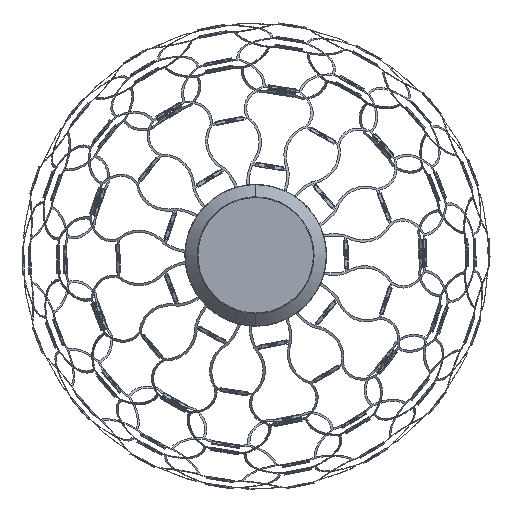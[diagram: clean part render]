
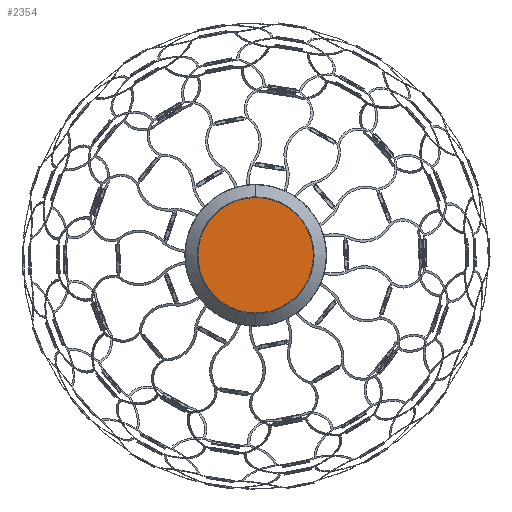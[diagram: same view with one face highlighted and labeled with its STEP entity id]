
A CAD part, top view. The second image highlights one B-rep face of the part: STEP entity #2354.
In plain terms, the highlighted planar face has unit normal (0, 0, 1).
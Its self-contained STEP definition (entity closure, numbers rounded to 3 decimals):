
#215=PLANE('',#27980);
#1808=(
BOUNDED_CURVE()
B_SPLINE_CURVE(2,(#38008,#38009,#38010,#38011,#38012),.UNSPECIFIED.,.F.,
 .F.)
B_SPLINE_CURVE_WITH_KNOTS((3,2,3),(0.,155.957,311.913),
 .UNSPECIFIED.)
CURVE()
GEOMETRIC_REPRESENTATION_ITEM()
RATIONAL_B_SPLINE_CURVE((1.,0.707,1.,0.707,1.))
REPRESENTATION_ITEM('')
);
#1809=(
BOUNDED_CURVE()
B_SPLINE_CURVE(2,(#38013,#38014,#38015,#38016,#38017),.UNSPECIFIED.,.F.,
 .F.)
B_SPLINE_CURVE_WITH_KNOTS((3,2,3),(0.,155.957,311.913),
 .UNSPECIFIED.)
CURVE()
GEOMETRIC_REPRESENTATION_ITEM()
RATIONAL_B_SPLINE_CURVE((1.,0.707,1.,0.707,1.))
REPRESENTATION_ITEM('')
);
#2354=ADVANCED_FACE('',(#3990),#215,.T.);
#3990=FACE_OUTER_BOUND('',#5626,.T.);
#5626=EDGE_LOOP('',(#8388,#8389));
#8388=ORIENTED_EDGE('',*,*,#15989,.F.);
#8389=ORIENTED_EDGE('',*,*,#15988,.F.);
#15988=EDGE_CURVE('',#25461,#25460,#1808,.T.);
#15989=EDGE_CURVE('',#25460,#25461,#1809,.T.);
#25460=VERTEX_POINT('',#37986);
#25461=VERTEX_POINT('',#37987);
#27980=AXIS2_PLACEMENT_3D('',#37189,#29573,$);
#29573=DIRECTION('',(0.,0.,1.));
#37189=CARTESIAN_POINT('',(-121.139,-121.139,938.));
#37986=CARTESIAN_POINT('',(0.,-99.285,938.));
#37987=CARTESIAN_POINT('',(0.,99.285,938.));
#38008=CARTESIAN_POINT('',(0.,99.285,938.));
#38009=CARTESIAN_POINT('',(99.285,99.285,938.));
#38010=CARTESIAN_POINT('',(99.285,0.,938.));
#38011=CARTESIAN_POINT('',(99.285,-99.285,938.));
#38012=CARTESIAN_POINT('',(0.,-99.285,938.));
#38013=CARTESIAN_POINT('',(0.,-99.285,938.));
#38014=CARTESIAN_POINT('',(-99.285,-99.285,938.));
#38015=CARTESIAN_POINT('',(-99.285,0.,938.));
#38016=CARTESIAN_POINT('',(-99.285,99.285,938.));
#38017=CARTESIAN_POINT('',(0.,99.285,938.));
